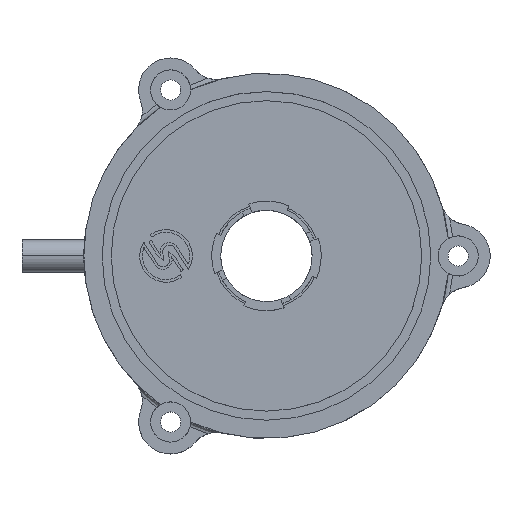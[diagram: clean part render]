
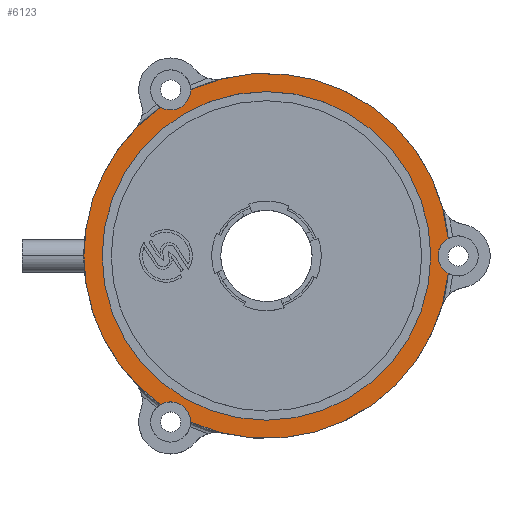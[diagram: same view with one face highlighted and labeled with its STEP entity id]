
A CAD part, top view. The second image highlights one B-rep face of the part: STEP entity #6123.
In plain terms, the highlighted planar face has unit normal (0, 0, 1).
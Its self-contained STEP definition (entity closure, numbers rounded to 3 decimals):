
#24 = CIRCLE ( 'NONE', #11588, 20. ) ;
#30 = CARTESIAN_POINT ( 'NONE',  ( -20., 0., 10. ) ) ;
#91 = CARTESIAN_POINT ( 'NONE',  ( 0., 0., 10. ) ) ;
#173 = DIRECTION ( 'NONE',  ( -1., 0., 0. ) ) ;
#324 = CARTESIAN_POINT ( 'NONE',  ( -8.3, -18.196, 10. ) ) ;
#449 = EDGE_CURVE ( 'NONE', #3036, #6493, #496, .T. ) ;
#457 = DIRECTION ( 'NONE',  ( 1., 0., 0. ) ) ;
#496 = CIRCLE ( 'NONE', #7346, 18. ) ;
#513 = DIRECTION ( 'NONE',  ( 0., 0., -1. ) ) ;
#672 = EDGE_LOOP ( 'NONE', ( #5685, #2668 ) ) ;
#720 = DIRECTION ( 'NONE',  ( 0., 0., -1. ) ) ;
#778 = DIRECTION ( 'NONE',  ( 1., 0., 0. ) ) ;
#798 = ORIENTED_EDGE ( 'NONE', *, *, #7781, .T. ) ;
#803 = AXIS2_PLACEMENT_3D ( 'NONE', #9499, #4045, #4932 ) ;
#1020 = EDGE_CURVE ( 'NONE', #4142, #8325, #24, .T. ) ;
#1064 = AXIS2_PLACEMENT_3D ( 'NONE', #2799, #9178, #7274 ) ;
#1075 = CARTESIAN_POINT ( 'NONE',  ( 0., 0., 10. ) ) ;
#1215 = VERTEX_POINT ( 'NONE', #1474 ) ;
#1397 = VERTEX_POINT ( 'NONE', #8884 ) ;
#1432 = PLANE ( 'NONE',  #4174 ) ;
#1474 = CARTESIAN_POINT ( 'NONE',  ( 19.909, -1.91, 10. ) ) ;
#1664 = CIRCLE ( 'NONE', #5482, 18. ) ;
#1675 = EDGE_CURVE ( 'NONE', #8325, #6912, #1845, .T. ) ;
#1761 = ORIENTED_EDGE ( 'NONE', *, *, #11205, .T. ) ;
#1779 = VERTEX_POINT ( 'NONE', #324 ) ;
#1845 = CIRCLE ( 'NONE', #803, 20. ) ;
#1940 = EDGE_CURVE ( 'NONE', #6493, #3036, #1664, .T. ) ;
#2205 = AXIS2_PLACEMENT_3D ( 'NONE', #6299, #10073, #9149 ) ;
#2283 = CARTESIAN_POINT ( 'NONE',  ( 0., 0., 10. ) ) ;
#2321 = DIRECTION ( 'NONE',  ( 0., 0., -1. ) ) ;
#2668 = ORIENTED_EDGE ( 'NONE', *, *, #449, .T. ) ;
#2799 = CARTESIAN_POINT ( 'NONE',  ( -10.5, 18.187, 10. ) ) ;
#2864 = VERTEX_POINT ( 'NONE', #5785 ) ;
#3023 = AXIS2_PLACEMENT_3D ( 'NONE', #9692, #2321, #457 ) ;
#3036 = VERTEX_POINT ( 'NONE', #9734 ) ;
#3168 = CARTESIAN_POINT ( 'NONE',  ( -8.3, 18.187, 10. ) ) ;
#3281 = ORIENTED_EDGE ( 'NONE', *, *, #9298, .T. ) ;
#3344 = EDGE_LOOP ( 'NONE', ( #5204, #6171, #8064, #10410, #4950, #9309, #5618, #798, #3281, #1761 ) ) ;
#3609 = VERTEX_POINT ( 'NONE', #3168 ) ;
#3845 = AXIS2_PLACEMENT_3D ( 'NONE', #4432, #6284, #778 ) ;
#3975 = CIRCLE ( 'NONE', #4092, 2.2 ) ;
#4016 = CARTESIAN_POINT ( 'NONE',  ( -10.5, -18.187, 10. ) ) ;
#4045 = DIRECTION ( 'NONE',  ( 0., 0., 1. ) ) ;
#4078 = DIRECTION ( 'NONE',  ( 1., 0., 0. ) ) ;
#4082 = CARTESIAN_POINT ( 'NONE',  ( -10.5, -18.187, 10. ) ) ;
#4083 = CIRCLE ( 'NONE', #3845, 2.2 ) ;
#4085 = EDGE_CURVE ( 'NONE', #6912, #5329, #7213, .T. ) ;
#4092 = AXIS2_PLACEMENT_3D ( 'NONE', #5866, #6774, #4078 ) ;
#4142 = VERTEX_POINT ( 'NONE', #7831 ) ;
#4174 = AXIS2_PLACEMENT_3D ( 'NONE', #2283, #5895, #6726 ) ;
#4432 = CARTESIAN_POINT ( 'NONE',  ( 21., 0., 10. ) ) ;
#4555 = DIRECTION ( 'NONE',  ( 0., 0., -1. ) ) ;
#4738 = CIRCLE ( 'NONE', #8775, 20. ) ;
#4778 = CARTESIAN_POINT ( 'NONE',  ( 18., 0., 10. ) ) ;
#4932 = DIRECTION ( 'NONE',  ( -1., 0., 0. ) ) ;
#4950 = ORIENTED_EDGE ( 'NONE', *, *, #1675, .T. ) ;
#5171 = EDGE_CURVE ( 'NONE', #3609, #4142, #3975, .T. ) ;
#5204 = ORIENTED_EDGE ( 'NONE', *, *, #6935, .T. ) ;
#5329 = VERTEX_POINT ( 'NONE', #8975 ) ;
#5370 = CARTESIAN_POINT ( 'NONE',  ( 0., 0., 10. ) ) ;
#5482 = AXIS2_PLACEMENT_3D ( 'NONE', #91, #4555, #10945 ) ;
#5618 = ORIENTED_EDGE ( 'NONE', *, *, #6608, .T. ) ;
#5685 = ORIENTED_EDGE ( 'NONE', *, *, #1940, .T. ) ;
#5748 = CARTESIAN_POINT ( 'NONE',  ( 0., 0., 10. ) ) ;
#5785 = CARTESIAN_POINT ( 'NONE',  ( 19.909, 1.91, 10. ) ) ;
#5866 = CARTESIAN_POINT ( 'NONE',  ( -10.5, 18.187, 10. ) ) ;
#5895 = DIRECTION ( 'NONE',  ( 0., 0., 1. ) ) ;
#6123 = ADVANCED_FACE ( 'NONE', ( #11000, #8245 ), #1432, .T. ) ;
#6171 = ORIENTED_EDGE ( 'NONE', *, *, #7250, .T. ) ;
#6284 = DIRECTION ( 'NONE',  ( 0., 0., -1. ) ) ;
#6299 = CARTESIAN_POINT ( 'NONE',  ( 0., 0., 10. ) ) ;
#6333 = CIRCLE ( 'NONE', #11830, 2.2 ) ;
#6375 = AXIS2_PLACEMENT_3D ( 'NONE', #4082, #513, #10542 ) ;
#6484 = VERTEX_POINT ( 'NONE', #6677 ) ;
#6493 = VERTEX_POINT ( 'NONE', #4778 ) ;
#6608 = EDGE_CURVE ( 'NONE', #5329, #1779, #6333, .T. ) ;
#6677 = CARTESIAN_POINT ( 'NONE',  ( -8.3, 18.196, 10. ) ) ;
#6726 = DIRECTION ( 'NONE',  ( 1., 0., 0. ) ) ;
#6774 = DIRECTION ( 'NONE',  ( 0., 0., -1. ) ) ;
#6912 = VERTEX_POINT ( 'NONE', #11638 ) ;
#6935 = EDGE_CURVE ( 'NONE', #2864, #6484, #11447, .T. ) ;
#7213 = CIRCLE ( 'NONE', #6375, 2.2 ) ;
#7250 = EDGE_CURVE ( 'NONE', #6484, #3609, #8585, .T. ) ;
#7274 = DIRECTION ( 'NONE',  ( 1., 0., 0. ) ) ;
#7346 = AXIS2_PLACEMENT_3D ( 'NONE', #5370, #720, #7886 ) ;
#7394 = DIRECTION ( 'NONE',  ( 0., 0., 1. ) ) ;
#7781 = EDGE_CURVE ( 'NONE', #1779, #1215, #4738, .T. ) ;
#7831 = CARTESIAN_POINT ( 'NONE',  ( -11.609, 16.286, 10. ) ) ;
#7886 = DIRECTION ( 'NONE',  ( 1., 0., 0. ) ) ;
#8064 = ORIENTED_EDGE ( 'NONE', *, *, #5171, .T. ) ;
#8245 = FACE_OUTER_BOUND ( 'NONE', #3344, .T. ) ;
#8325 = VERTEX_POINT ( 'NONE', #30 ) ;
#8585 = CIRCLE ( 'NONE', #1064, 2.2 ) ;
#8775 = AXIS2_PLACEMENT_3D ( 'NONE', #1075, #7394, #10249 ) ;
#8884 = CARTESIAN_POINT ( 'NONE',  ( 18.8, 0., 10. ) ) ;
#8975 = CARTESIAN_POINT ( 'NONE',  ( -8.3, -18.187, 10. ) ) ;
#9149 = DIRECTION ( 'NONE',  ( -1., 0., 0. ) ) ;
#9178 = DIRECTION ( 'NONE',  ( 0., 0., -1. ) ) ;
#9298 = EDGE_CURVE ( 'NONE', #1215, #1397, #4083, .T. ) ;
#9309 = ORIENTED_EDGE ( 'NONE', *, *, #4085, .T. ) ;
#9499 = CARTESIAN_POINT ( 'NONE',  ( 0., 0., 10. ) ) ;
#9507 = DIRECTION ( 'NONE',  ( 1., 0., 0. ) ) ;
#9692 = CARTESIAN_POINT ( 'NONE',  ( 21., 0., 10. ) ) ;
#9734 = CARTESIAN_POINT ( 'NONE',  ( -18., 0., 10. ) ) ;
#10073 = DIRECTION ( 'NONE',  ( 0., 0., 1. ) ) ;
#10176 = DIRECTION ( 'NONE',  ( 0., 0., 1. ) ) ;
#10249 = DIRECTION ( 'NONE',  ( -1., 0., 0. ) ) ;
#10359 = DIRECTION ( 'NONE',  ( 0., 0., -1. ) ) ;
#10410 = ORIENTED_EDGE ( 'NONE', *, *, #1020, .T. ) ;
#10542 = DIRECTION ( 'NONE',  ( 1., 0., 0. ) ) ;
#10945 = DIRECTION ( 'NONE',  ( 1., 0., 0. ) ) ;
#11000 = FACE_BOUND ( 'NONE', #672, .T. ) ;
#11145 = CIRCLE ( 'NONE', #3023, 2.2 ) ;
#11205 = EDGE_CURVE ( 'NONE', #1397, #2864, #11145, .T. ) ;
#11447 = CIRCLE ( 'NONE', #2205, 20. ) ;
#11588 = AXIS2_PLACEMENT_3D ( 'NONE', #5748, #10176, #173 ) ;
#11638 = CARTESIAN_POINT ( 'NONE',  ( -11.609, -16.286, 10. ) ) ;
#11830 = AXIS2_PLACEMENT_3D ( 'NONE', #4016, #10359, #9507 ) ;
